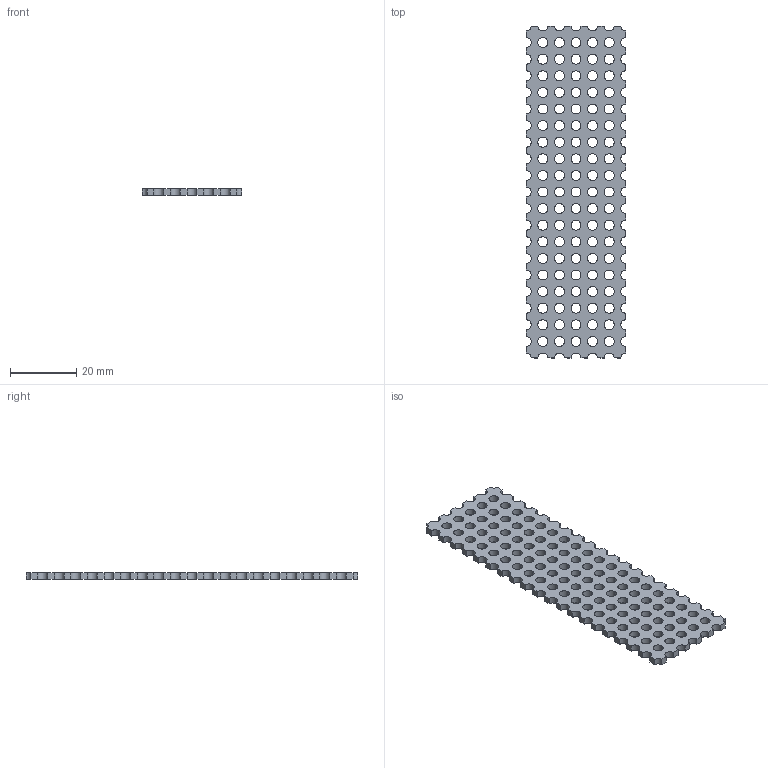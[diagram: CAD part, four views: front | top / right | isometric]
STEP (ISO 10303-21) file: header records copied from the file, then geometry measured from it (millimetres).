
FILE_DESCRIPTION (( 'STEP AP214' ), '1' );
FILE_NAME ('Board 100x30.STEP', '2022-02-11T14:11:45', ( '' ), ( '' ), 'SwSTEP 2.0', 'SolidWorks 2016', '' );
FILE_SCHEMA (( 'AUTOMOTIVE_DESIGN' ));
Length unit declared in the file: millimetre
Products named in the file (2): Board 100x30
Bounding box: 30 x 100 x 2 mm (x, y, z)
Volume: 4303.5 mm3; surface area: 6773.5 mm2
Topology: 1 solids, 1 shells, 315 faces, 939 edges, 626 vertices
Faces by surface type: cylinder 261, plane 54
Entity records: 11304 total; most frequent: DIRECTION 2095, CARTESIAN_POINT 1882, ORIENTED_EDGE 1878, EDGE_CURVE 939, AXIS2_PLACEMENT_3D 839, VERTEX_POINT 626, CIRCLE 522, EDGE_LOOP 505
